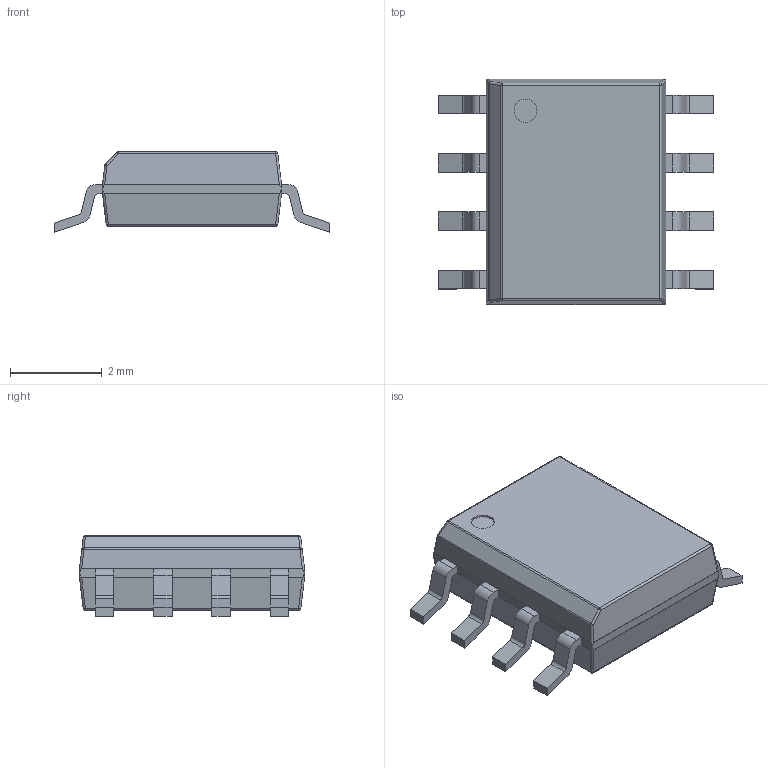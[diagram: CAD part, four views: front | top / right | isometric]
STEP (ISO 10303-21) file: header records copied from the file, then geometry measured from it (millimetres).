
FILE_DESCRIPTION(/* description */ (''),/* implementation_level */ '2;1');
FILE_NAME(/* name */ 'ON Semi - SOIC-8 751AZ.step',/* time_stamp */ '2020-02-04T23:09:46+02:00',/* author */ (''),/* organization */ (''),/* preprocessor_version */ 'ST-DEVELOPER v18',/* originating_system */ 'Autodesk Translation Framework v8.12.0.6',/* authorisation */ '');
FILE_SCHEMA (('AUTOMOTIVE_DESIGN { 1 0 10303 214 3 1 1 }'));
Length unit declared in the file: millimetre
Products named in the file (1): ON Semi - SOIC-8 751AZ
Bounding box: 6 x 4.9 x 1.75 mm (x, y, z)
Volume: 30.8 mm3; surface area: 77.1 mm2
Topology: 1 solids, 1 shells, 166 faces, 459 edges, 296 vertices
Faces by surface type: plane 96, cylinder 60, sphere 10
Full cylindrical faces by diameter (mm): 0.5 x1
Entity records: 5466 total; most frequent: DIRECTION 957, CARTESIAN_POINT 922, ORIENTED_EDGE 918, EDGE_CURVE 459, AXIS2_PLACEMENT_3D 331, VERTEX_POINT 296, LINE 295, VECTOR 295
